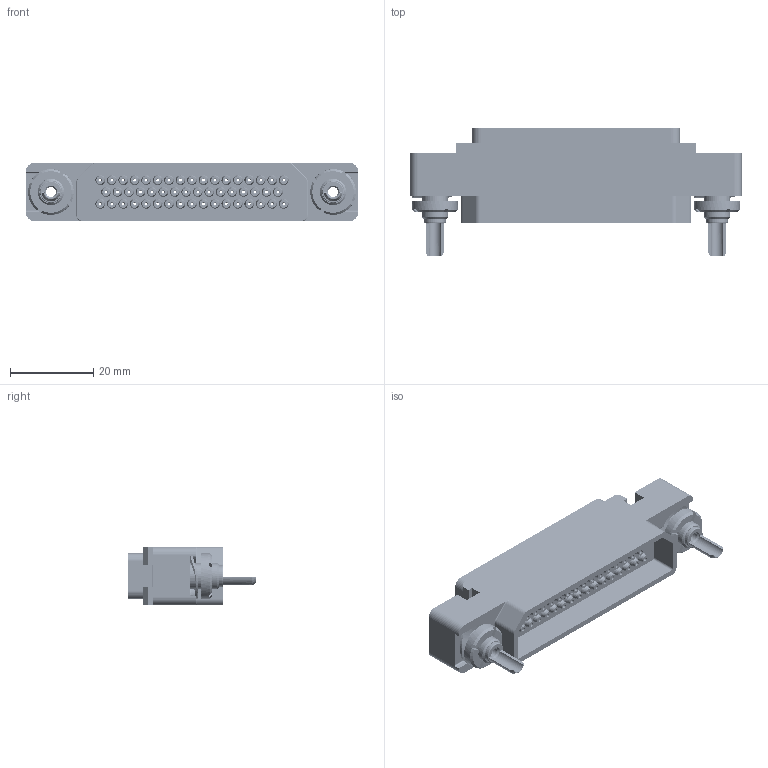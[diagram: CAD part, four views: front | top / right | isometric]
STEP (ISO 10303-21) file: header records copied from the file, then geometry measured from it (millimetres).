
FILE_DESCRIPTION((''),'2;1');
FILE_NAME('1900ND01P1B00A','2019-10-25T',('presta_be4'),(''),'CREO PARAMETRIC BY PTC INC, 2018360','CREO PARAMETRIC BY PTC INC, 2018360','');
FILE_SCHEMA(('CONFIG_CONTROL_DESIGN'));
Products named in the file (1): 1900ND01P1B00A
Bounding box: 80 x 30.77 x 14 mm (x, y, z)
Volume: 12827.3 mm3; surface area: 14391.2 mm2
Topology: 1 solids, 1 shells, 5091 faces, 11781 edges, 7018 vertices
Faces by surface type: plane 1685, cylinder 1376, torus 1132, cone 842, bspline 30, extrusion 26
Entity records: 150601 total; most frequent: CARTESIAN_POINT 31399, DIRECTION 26983, ORIENTED_EDGE 23554, EDGE_CURVE 11777, AXIS2_PLACEMENT_3D 10394, VERTEX_POINT 7018, VECTOR 6195, LINE 6169
